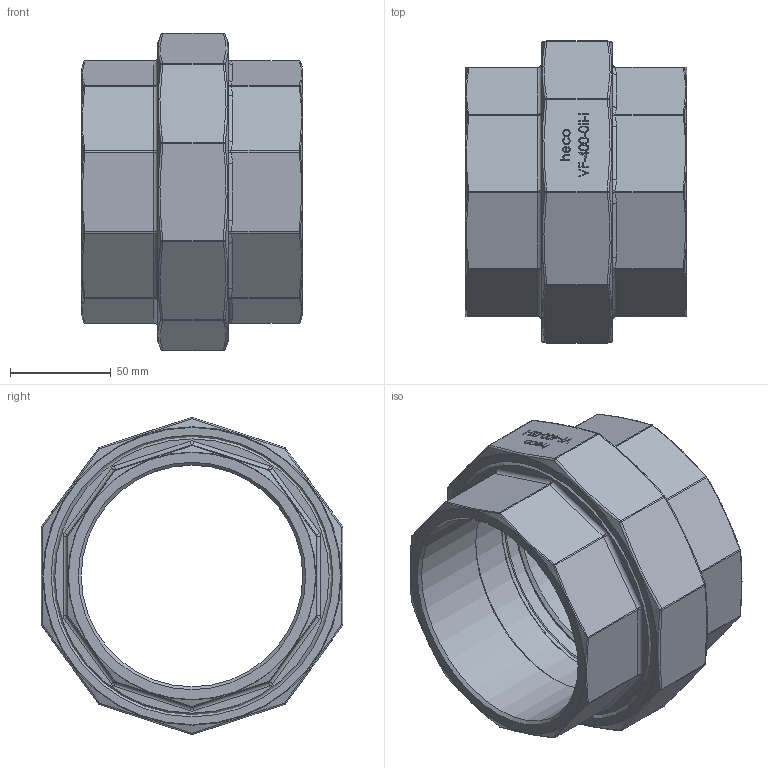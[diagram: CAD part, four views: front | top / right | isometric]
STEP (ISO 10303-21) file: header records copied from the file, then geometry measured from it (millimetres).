
FILE_DESCRIPTION (( 'STEP AP214' ), '1' );
FILE_NAME ('VF-400-0II-I Verschraubung flach 2109.STEP', '2021-09-29T07:15:25', ( '' ), ( '' ), 'SwSTEP 2.0', 'SolidWorks 2019', '' );
FILE_SCHEMA (( 'AUTOMOTIVE_DESIGN' ));
Length unit declared in the file: millimetre
Products named in the file (1): VF-400-0II-I Verschraubung flach 2109
Bounding box: 110 x 150 x 157.62 mm (x, y, z)
Volume: 519057.7 mm3; surface area: 150112 mm2
Topology: 4 solids, 4 shells, 411 faces, 980 edges, 596 vertices
Faces by surface type: bspline 152, plane 142, cylinder 61, torus 25, sphere 20, cone 11
Full cylindrical faces by diameter (mm): 110.07 x2, 114 x2, 115 x1, 131 x1, 131.5 x1, 136 x2, 136.75 x1, 140 x1
Entity records: 22529 total; most frequent: CARTESIAN_POINT 9735, ORIENTED_EDGE 1848, DIRECTION 1357, EDGE_CURVE 924, VERTEX_POINT 585, AXIS2_PLACEMENT_3D 497, EDGE_LOOP 483, FACE_OUTER_BOUND 437
